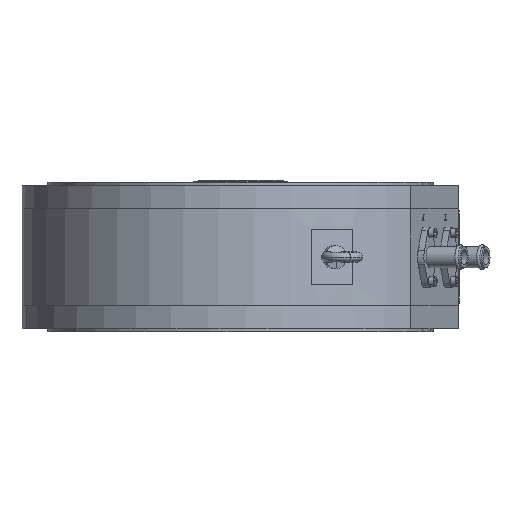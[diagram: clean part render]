
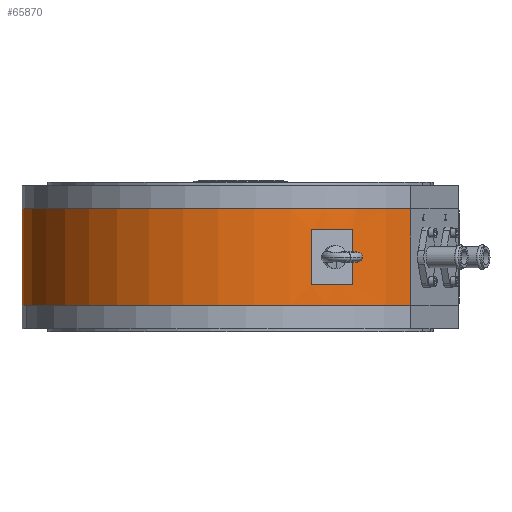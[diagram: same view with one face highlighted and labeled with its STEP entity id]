
A CAD part, front view. The second image highlights one B-rep face of the part: STEP entity #65870.
In plain terms, the highlighted cylindrical face has radius 190 mm (diameter 380 mm), a partial arc.
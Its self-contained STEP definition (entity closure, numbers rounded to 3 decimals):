
#453 = FACE_BOUND ( 'NONE', #75664, .T. ) ;
#1327 = ORIENTED_EDGE ( 'NONE', *, *, #64335, .T. ) ;
#3499 = CARTESIAN_POINT ( 'NONE',  ( -189.952, 4.289, 16. ) ) ;
#3670 = CARTESIAN_POINT ( 'NONE',  ( 0., 0., 16. ) ) ;
#5049 = VERTEX_POINT ( 'NONE', #3499 ) ;
#6445 = DIRECTION ( 'NONE',  ( 1., -0.023, 0. ) ) ;
#7606 = CARTESIAN_POINT ( 'NONE',  ( 0., 0., -2. ) ) ;
#9829 = EDGE_CURVE ( 'NONE', #37315, #81277, #67388, .T. ) ;
#11003 = DIRECTION ( 'NONE',  ( 1., -0.023, 0. ) ) ;
#12306 = ORIENTED_EDGE ( 'NONE', *, *, #60524, .F. ) ;
#14927 = DIRECTION ( 'NONE',  ( 1., -0.023, 0. ) ) ;
#15304 = CARTESIAN_POINT ( 'NONE',  ( 96.682, -163.562, -2. ) ) ;
#15957 = AXIS2_PLACEMENT_3D ( 'NONE', #16881, #68055, #24213 ) ;
#16881 = CARTESIAN_POINT ( 'NONE',  ( 0., 0., -50. ) ) ;
#17055 = CIRCLE ( 'NONE', #54554, 190. ) ;
#18737 = ORIENTED_EDGE ( 'NONE', *, *, #43172, .T. ) ;
#19540 = CARTESIAN_POINT ( 'NONE',  ( 96.682, -163.562, -50. ) ) ;
#23243 = ORIENTED_EDGE ( 'NONE', *, *, #56730, .F. ) ;
#23974 = LINE ( 'NONE', #72535, #60613 ) ;
#24213 = DIRECTION ( 'NONE',  ( 1., -0.023, 0. ) ) ;
#25130 = CARTESIAN_POINT ( 'NONE',  ( 147.701, -119.517, 16. ) ) ;
#32065 = VECTOR ( 'NONE', #42899, 1000. ) ;
#33618 = DIRECTION ( 'NONE',  ( -1., 0.023, 0. ) ) ;
#34665 = FACE_OUTER_BOUND ( 'NONE', #77561, .T. ) ;
#35839 = EDGE_CURVE ( 'NONE', #65168, #44741, #45791, .T. ) ;
#36081 = CIRCLE ( 'NONE', #90614, 190. ) ;
#37315 = VERTEX_POINT ( 'NONE', #54460 ) ;
#42663 = VECTOR ( 'NONE', #88197, 1000. ) ;
#42899 = DIRECTION ( 'NONE',  ( 0., 0., 1. ) ) ;
#43172 = EDGE_CURVE ( 'NONE', #5049, #37315, #23974, .T. ) ;
#43680 = CARTESIAN_POINT ( 'NONE',  ( 61.31, -179.836, -50. ) ) ;
#44396 = VERTEX_POINT ( 'NONE', #89586 ) ;
#44741 = VERTEX_POINT ( 'NONE', #15304 ) ;
#45708 = AXIS2_PLACEMENT_3D ( 'NONE', #93983, #50216, #6445 ) ;
#45791 = LINE ( 'NONE', #70134, #84693 ) ;
#49012 = ORIENTED_EDGE ( 'NONE', *, *, #92738, .T. ) ;
#50216 = DIRECTION ( 'NONE',  ( 0., 0., 1. ) ) ;
#50590 = VERTEX_POINT ( 'NONE', #25130 ) ;
#51874 = CYLINDRICAL_SURFACE ( 'NONE', #73534, 190. ) ;
#52718 = CARTESIAN_POINT ( 'NONE',  ( 147.701, -119.517, -68. ) ) ;
#54460 = CARTESIAN_POINT ( 'NONE',  ( -189.952, 4.289, -68. ) ) ;
#54554 = AXIS2_PLACEMENT_3D ( 'NONE', #3670, #54804, #11003 ) ;
#54804 = DIRECTION ( 'NONE',  ( 0., 0., 1. ) ) ;
#56730 = EDGE_CURVE ( 'NONE', #50590, #81277, #59841, .T. ) ;
#58728 = DIRECTION ( 'NONE',  ( 0., 0., 1. ) ) ;
#59841 = LINE ( 'NONE', #65847, #42663 ) ;
#60242 = ORIENTED_EDGE ( 'NONE', *, *, #93851, .F. ) ;
#60524 = EDGE_CURVE ( 'NONE', #5049, #50590, #17055, .T. ) ;
#60613 = VECTOR ( 'NONE', #79918, 1000. ) ;
#62821 = DIRECTION ( 'NONE',  ( 0., 0., 1. ) ) ;
#64335 = EDGE_CURVE ( 'NONE', #44396, #44741, #36081, .T. ) ;
#65168 = VERTEX_POINT ( 'NONE', #19540 ) ;
#65847 = CARTESIAN_POINT ( 'NONE',  ( 147.701, -119.517, 16. ) ) ;
#65870 = ADVANCED_FACE ( 'NONE', ( #453, #34665 ), #51874, .T. ) ;
#67388 = CIRCLE ( 'NONE', #45708, 190. ) ;
#68055 = DIRECTION ( 'NONE',  ( 0., 0., 1. ) ) ;
#70134 = CARTESIAN_POINT ( 'NONE',  ( 96.682, -163.562, -152.168 ) ) ;
#72535 = CARTESIAN_POINT ( 'NONE',  ( -189.952, 4.289, 16. ) ) ;
#73160 = CIRCLE ( 'NONE', #15957, 190. ) ;
#73534 = AXIS2_PLACEMENT_3D ( 'NONE', #91845, #84849, #33618 ) ;
#75664 = EDGE_LOOP ( 'NONE', ( #49012, #1327, #86814, #60242 ) ) ;
#77561 = EDGE_LOOP ( 'NONE', ( #12306, #18737, #90725, #23243 ) ) ;
#79375 = CARTESIAN_POINT ( 'NONE',  ( 61.31, -179.836, -152.168 ) ) ;
#79918 = DIRECTION ( 'NONE',  ( 0., 0., -1. ) ) ;
#81277 = VERTEX_POINT ( 'NONE', #52718 ) ;
#81674 = VERTEX_POINT ( 'NONE', #43680 ) ;
#84693 = VECTOR ( 'NONE', #62821, 1000. ) ;
#84849 = DIRECTION ( 'NONE',  ( 0., 0., -1. ) ) ;
#86814 = ORIENTED_EDGE ( 'NONE', *, *, #35839, .F. ) ;
#88197 = DIRECTION ( 'NONE',  ( 0., 0., -1. ) ) ;
#89586 = CARTESIAN_POINT ( 'NONE',  ( 61.31, -179.836, -2. ) ) ;
#90470 = LINE ( 'NONE', #79375, #32065 ) ;
#90614 = AXIS2_PLACEMENT_3D ( 'NONE', #7606, #58728, #14927 ) ;
#90725 = ORIENTED_EDGE ( 'NONE', *, *, #9829, .T. ) ;
#91845 = CARTESIAN_POINT ( 'NONE',  ( 0., 0., 16. ) ) ;
#92738 = EDGE_CURVE ( 'NONE', #81674, #44396, #90470, .T. ) ;
#93851 = EDGE_CURVE ( 'NONE', #81674, #65168, #73160, .T. ) ;
#93983 = CARTESIAN_POINT ( 'NONE',  ( 0., 0., -68. ) ) ;
